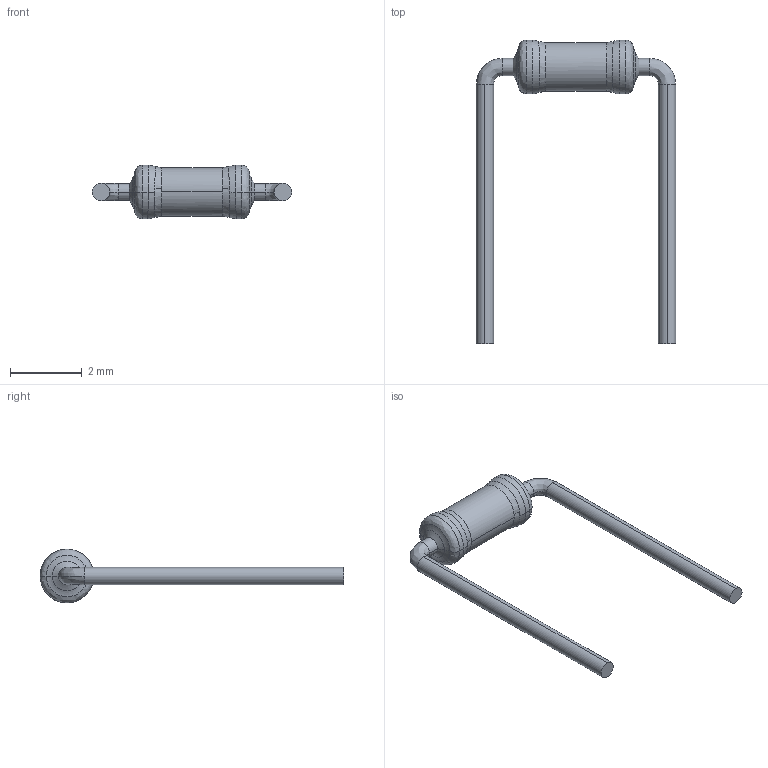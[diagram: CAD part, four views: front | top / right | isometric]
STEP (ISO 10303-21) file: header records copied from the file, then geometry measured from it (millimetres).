
FILE_DESCRIPTION (( 'STEP AP214' ), '1' );
FILE_NAME ('User Library-RES 0,062W -H L=3,2 D=1,5 d=0,48 Pin2Pin=5,08.STEP', '2022-09-22T17:48:59', ( '' ), ( '' ), 'SwSTEP 2.0', 'SolidWorks 2022', '' );
FILE_SCHEMA (( 'AUTOMOTIVE_DESIGN' ));
Length unit declared in the file: millimetre
Products named in the file (3): 1; 2; User Library-RES 0,062W -H  L=3,2 D=1,5 d=0,48 Pin2Pin=5,08
Assembly tree (2 placements, depth 2):
  User Library-RES 0,062W -H  L=3,2 D=1,5 d=0,48 Pin2Pin=5,08
    1
    2
Bounding box: 5.56 x 8.48 x 1.5 mm (x, y, z)
Volume: 8.7 mm3; surface area: 47.7 mm2
Topology: 2 solids, 2 shells, 40 faces, 94 edges, 58 vertices
Faces by surface type: bspline 16, cylinder 12, torus 8, plane 4
Entity records: 2389 total; most frequent: CARTESIAN_POINT 1006, ORIENTED_EDGE 188, DIRECTION 166, EDGE_CURVE 94, AXIS2_PLACEMENT_3D 77, VERTEX_POINT 58, CIRCLE 48, UNCERTAINTY_MEASURE_WITH_UNIT 47
